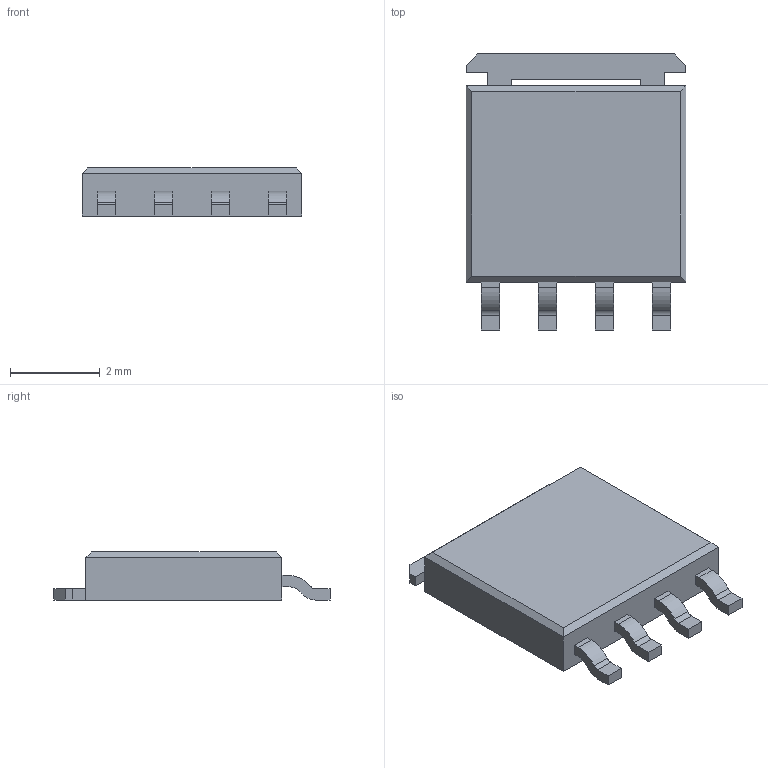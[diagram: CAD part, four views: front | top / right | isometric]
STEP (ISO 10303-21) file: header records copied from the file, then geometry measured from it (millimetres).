
FILE_DESCRIPTION(/* description */ (''),/* implementation_level */ '2;1');
FILE_NAME(/* name */ 'Vishay_PowerPAK_SO8.stp',/* time_stamp */ '2019-10-17T14:03:07-04:00',/* author */ ('Ishaan'),/* organization */ (''),/* preprocessor_version */ 'ST-DEVELOPER v18',/* originating_system */ 'Autodesk Inventor 2020',/* authorisation */ '');
FILE_SCHEMA (('AUTOMOTIVE_DESIGN { 1 0 10303 214 3 1 1 }'));
Length unit declared in the file: millimetre
Products named in the file (1): Vishay_PowerPAK_SO8
Bounding box: 4.9 x 6.15 x 1.07 mm (x, y, z)
Volume: 23.9 mm3; surface area: 75.1 mm2
Topology: 1 solids, 1 shells, 67 faces, 182 edges, 120 vertices
Faces by surface type: plane 51, cylinder 16
Entity records: 2160 total; most frequent: CARTESIAN_POINT 370, ORIENTED_EDGE 364, DIRECTION 350, EDGE_CURVE 182, LINE 150, VECTOR 150, VERTEX_POINT 120, AXIS2_PLACEMENT_3D 100
